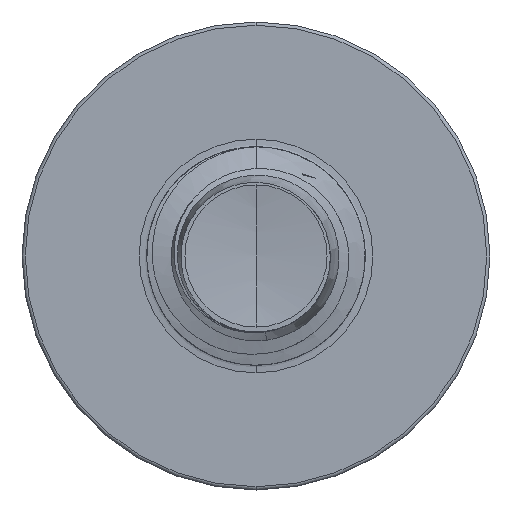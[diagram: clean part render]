
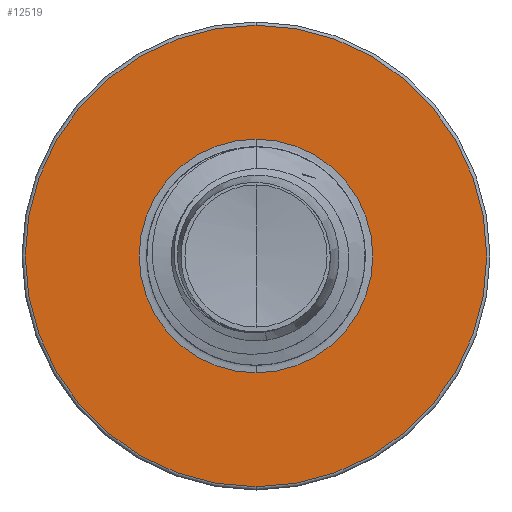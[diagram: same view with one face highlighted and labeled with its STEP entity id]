
A CAD part, front view. The second image highlights one B-rep face of the part: STEP entity #12519.
In plain terms, the highlighted planar face has unit normal (0, -1, 0).
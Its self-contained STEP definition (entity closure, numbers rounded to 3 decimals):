
#1482 = DIRECTION ( 'NONE',  ( 0., 1., 0. ) ) ;
#1898 = DIRECTION ( 'NONE',  ( 0., 1., 0. ) ) ;
#2073 = CARTESIAN_POINT ( 'NONE',  ( 0., 14., -1.872 ) ) ;
#2411 = AXIS2_PLACEMENT_3D ( 'NONE', #19412, #3119, #22162 ) ;
#3119 = DIRECTION ( 'NONE',  ( 0., 1., 0. ) ) ;
#3292 = ORIENTED_EDGE ( 'NONE', *, *, #12727, .F. ) ;
#5023 = CARTESIAN_POINT ( 'NONE',  ( 0., 14., 0. ) ) ;
#5518 = EDGE_LOOP ( 'NONE', ( #3292, #18230 ) ) ;
#6362 = VERTEX_POINT ( 'NONE', #10788 ) ;
#6627 = EDGE_CURVE ( 'NONE', #31463, #21161, #11347, .T. ) ;
#6773 = ORIENTED_EDGE ( 'NONE', *, *, #26842, .T. ) ;
#7776 = DIRECTION ( 'NONE',  ( 0., 0., 1. ) ) ;
#10788 = CARTESIAN_POINT ( 'NONE',  ( 0., 14., -3.697 ) ) ;
#11104 = CARTESIAN_POINT ( 'NONE',  ( 0., 14., 0. ) ) ;
#11347 = CIRCLE ( 'NONE', #2411, 1.872 ) ;
#11532 = FACE_OUTER_BOUND ( 'NONE', #5518, .T. ) ;
#12519 = ADVANCED_FACE ( 'NONE', ( #11532, #17041 ), #25943, .F. ) ;
#12727 = EDGE_CURVE ( 'NONE', #13476, #6362, #22567, .T. ) ;
#13476 = VERTEX_POINT ( 'NONE', #31287 ) ;
#13809 = DIRECTION ( 'NONE',  ( 0., 0., 1. ) ) ;
#15044 = EDGE_CURVE ( 'NONE', #6362, #13476, #28513, .T. ) ;
#15694 = ORIENTED_EDGE ( 'NONE', *, *, #6627, .T. ) ;
#17041 = FACE_BOUND ( 'NONE', #17392, .T. ) ;
#17392 = EDGE_LOOP ( 'NONE', ( #15694, #6773 ) ) ;
#17810 = CARTESIAN_POINT ( 'NONE',  ( 0., 14., 0. ) ) ;
#18230 = ORIENTED_EDGE ( 'NONE', *, *, #15044, .F. ) ;
#19255 = AXIS2_PLACEMENT_3D ( 'NONE', #17810, #1482, #20536 ) ;
#19279 = AXIS2_PLACEMENT_3D ( 'NONE', #11104, #30116, #13809 ) ;
#19412 = CARTESIAN_POINT ( 'NONE',  ( 0., 14., 0. ) ) ;
#20536 = DIRECTION ( 'NONE',  ( 0., 0., 1. ) ) ;
#20951 = DIRECTION ( 'NONE',  ( 0., 0., 1. ) ) ;
#21161 = VERTEX_POINT ( 'NONE', #2073 ) ;
#22162 = DIRECTION ( 'NONE',  ( 0., 0., 1. ) ) ;
#22567 = CIRCLE ( 'NONE', #33390, 3.698 ) ;
#23573 = CARTESIAN_POINT ( 'NONE',  ( 0., 14., -1.872 ) ) ;
#24046 = DIRECTION ( 'NONE',  ( 0., 1., 0. ) ) ;
#24164 = CIRCLE ( 'NONE', #19279, 1.872 ) ;
#25943 = PLANE ( 'NONE',  #27927 ) ;
#26842 = EDGE_CURVE ( 'NONE', #21161, #31463, #24164, .T. ) ;
#27927 = AXIS2_PLACEMENT_3D ( 'NONE', #23573, #1898, #20951 ) ;
#28513 = CIRCLE ( 'NONE', #19255, 3.698 ) ;
#30116 = DIRECTION ( 'NONE',  ( 0., 1., 0. ) ) ;
#31287 = CARTESIAN_POINT ( 'NONE',  ( 0., 14., 3.698 ) ) ;
#31463 = VERTEX_POINT ( 'NONE', #33231 ) ;
#33231 = CARTESIAN_POINT ( 'NONE',  ( 0., 14., 1.872 ) ) ;
#33390 = AXIS2_PLACEMENT_3D ( 'NONE', #5023, #24046, #7776 ) ;
